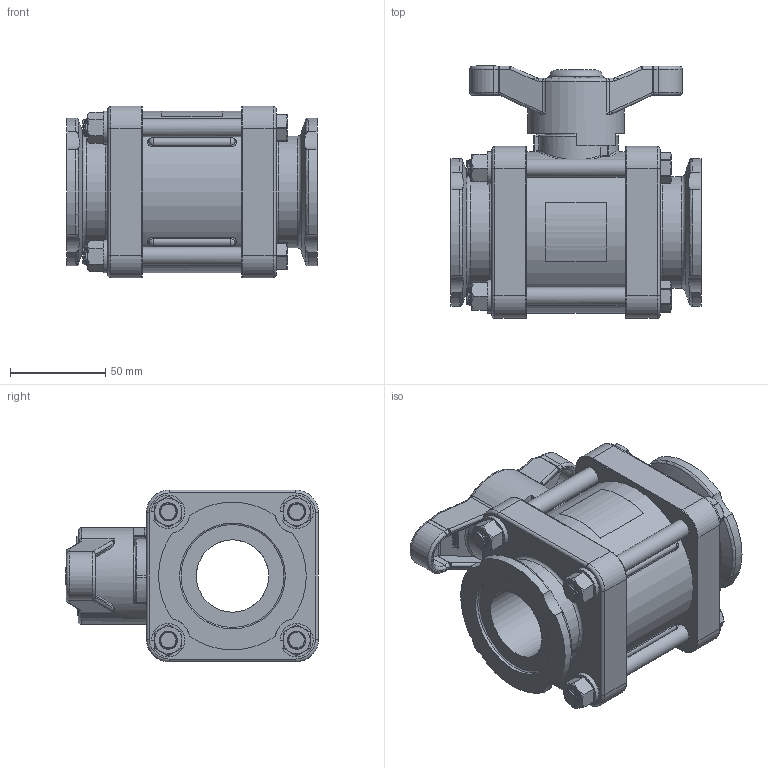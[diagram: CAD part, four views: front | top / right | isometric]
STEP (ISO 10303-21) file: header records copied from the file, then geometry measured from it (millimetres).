
FILE_DESCRIPTION(/* description */ ('2" VALVE W/C-FLNG & T-HANDLE'),/* implementation_level */ '2;1');
FILE_NAME(/* name */ 'MVT200CF.stp',/* time_stamp */ '2023-04-21T15:16:42-04:00',/* author */ ('MEG'),/* organization */ (''),/* preprocessor_version */ 'ST-DEVELOPER v18.1',/* originating_system */ 'Autodesk Inventor 2022',/* authorisation */ '');
FILE_SCHEMA (('AUTOMOTIVE_DESIGN { 1 0 10303 214 3 1 1 }'));
Length unit declared in the file: inch
Products named in the file (23): MVT200CF; V20254; V20254_1; VL1001; V20151M; V20151; V20353T; V20021; V20020; V20353C; V20163; V20159; V20255A; V20255AM; V20255AX; V20258A; V20264; V20017; V20018; V20019; V20294; V20294X; V20060
Assembly tree (34 placements, depth 4):
  MVT200CF
    V20254
      V20254_1
      VL1001
    V20151M
      V20151
    V20353T
    V20021
    V20020
    V20353C
    V20163
    V20159
    V20255A
      V20255AM
        V20255AX
    V20258A  x2
    V20264  x2
    V20017  x4
    V20018  x4
    V20019  x4
    V20294  x2
      V20294X
    V20060
Bounding box: 131.57 x 132.97 x 90.42 mm (x, y, z)
Volume: 645195.9 mm3; surface area: 187958.4 mm2
Topology: 30 solids, 30 shells, 1882 faces, 4593 edges, 2863 vertices
Faces by surface type: plane 676, cylinder 545, cone 327, bspline 183, torus 135, sphere 16
Full cylindrical faces by diameter (mm): 4.978 x1, 7.144 x1, 8.128 x1, 8.236 x60, 8.915 x4, 9.525 x64, 10.312 x8, 12.7 x1, 18.898 x1, 19.05 x1, 19.075 x1, 19.304 x1, 21.844 x4, 23.495 x2, 23.812 x1, 24.13 x1, 25.4 x1, 25.527 x3, 26.67 x1, 31.877 x1, 32.512 x1, 38.1 x5, 39.776 x2, 41.046 x2, 44.856 x2, 50.8 x3, 50.902 x2, 55.626 x2, 57.658 x2, 58.674 x2
Entity records: 45570 total; most frequent: CARTESIAN_POINT 13689, ORIENTED_EDGE 6570, DIRECTION 6204, EDGE_CURVE 3285, AXIS2_PLACEMENT_3D 2186, VERTEX_POINT 2055, LINE 1832, VECTOR 1832
